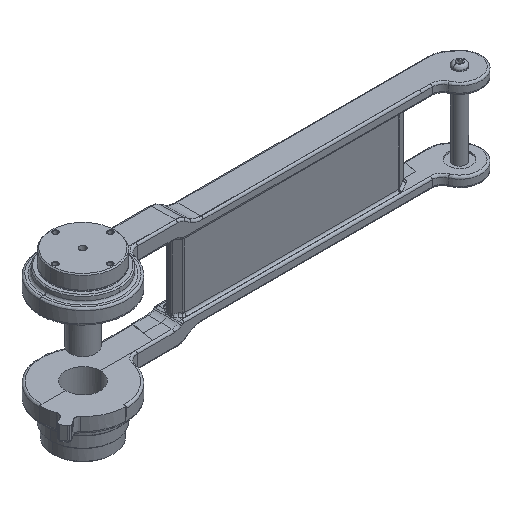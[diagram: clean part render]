
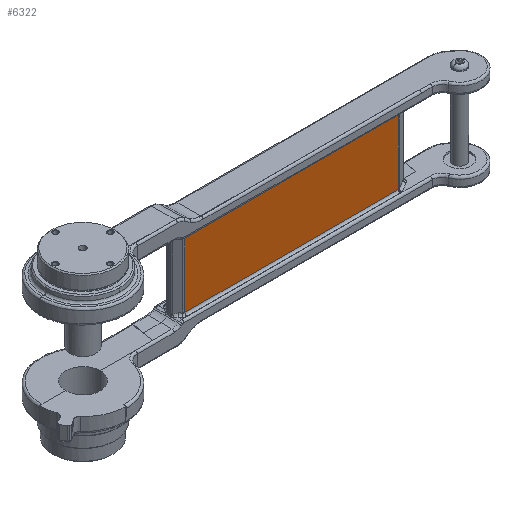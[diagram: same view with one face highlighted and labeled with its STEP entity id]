
A CAD part, isometric view. The second image highlights one B-rep face of the part: STEP entity #6322.
In plain terms, the highlighted planar face has unit normal (0, -1, 0).
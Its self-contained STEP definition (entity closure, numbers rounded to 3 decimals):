
#6322 = ADVANCED_FACE('',(#6323),#6357,.T.);
#6323 = FACE_BOUND('',#6324,.T.);
#6324 = EDGE_LOOP('',(#6325,#6335,#6343,#6351));
#6325 = ORIENTED_EDGE('',*,*,#6326,.T.);
#6326 = EDGE_CURVE('',#6327,#6329,#6331,.T.);
#6327 = VERTEX_POINT('',#6328);
#6328 = CARTESIAN_POINT('',(-32.562,1.003,
    -17.434));
#6329 = VERTEX_POINT('',#6330);
#6330 = CARTESIAN_POINT('',(66.56,1.003,
    -17.434));
#6331 = LINE('',#6332,#6333);
#6332 = CARTESIAN_POINT('',(94.024,1.003,
    -17.434));
#6333 = VECTOR('',#6334,1.);
#6334 = DIRECTION('',(1.,0.,0.));
#6335 = ORIENTED_EDGE('',*,*,#6336,.T.);
#6336 = EDGE_CURVE('',#6329,#6337,#6339,.T.);
#6337 = VERTEX_POINT('',#6338);
#6338 = CARTESIAN_POINT('',(66.56,1.003,12.984
    ));
#6339 = LINE('',#6340,#6341);
#6340 = CARTESIAN_POINT('',(66.56,1.003,23.275
    ));
#6341 = VECTOR('',#6342,1.);
#6342 = DIRECTION('',(-0.,0.,1.));
#6343 = ORIENTED_EDGE('',*,*,#6344,.T.);
#6344 = EDGE_CURVE('',#6337,#6345,#6347,.T.);
#6345 = VERTEX_POINT('',#6346);
#6346 = CARTESIAN_POINT('',(-32.562,1.003,
    12.984));
#6347 = LINE('',#6348,#6349);
#6348 = CARTESIAN_POINT('',(94.024,1.003,12.984
    ));
#6349 = VECTOR('',#6350,1.);
#6350 = DIRECTION('',(-1.,-0.,-0.));
#6351 = ORIENTED_EDGE('',*,*,#6352,.T.);
#6352 = EDGE_CURVE('',#6345,#6327,#6353,.T.);
#6353 = LINE('',#6354,#6355);
#6354 = CARTESIAN_POINT('',(-32.562,1.003,
    23.275));
#6355 = VECTOR('',#6356,1.);
#6356 = DIRECTION('',(0.,-0.,-1.));
#6357 = PLANE('',#6358);
#6358 = AXIS2_PLACEMENT_3D('',#6359,#6360,#6361);
#6359 = CARTESIAN_POINT('',(94.024,1.003,23.275
    ));
#6360 = DIRECTION('',(0.,-1.,0.));
#6361 = DIRECTION('',(0.,-0.,-1.));
